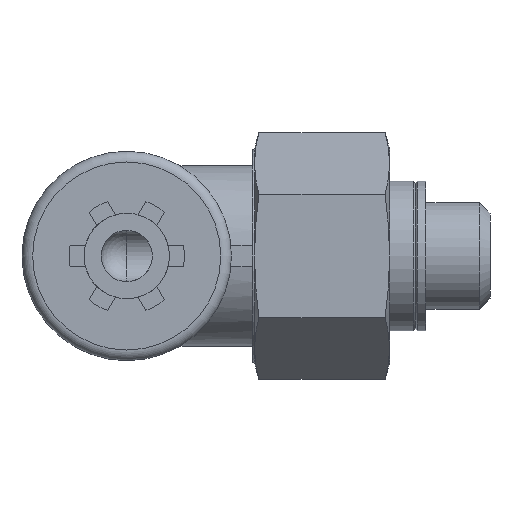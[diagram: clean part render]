
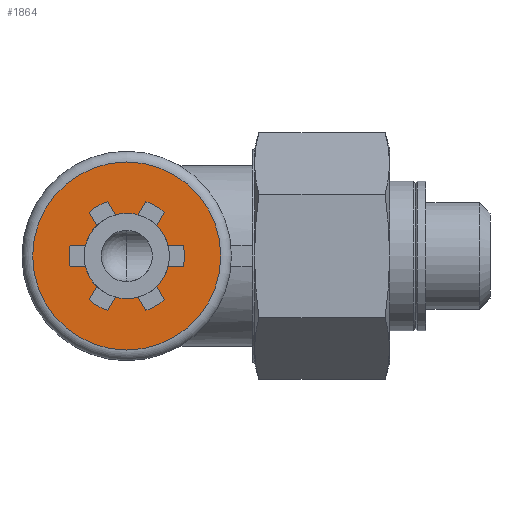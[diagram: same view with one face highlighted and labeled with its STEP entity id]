
A CAD part, left-side view. The second image highlights one B-rep face of the part: STEP entity #1864.
In plain terms, the highlighted planar face has unit normal (-1, 0, 0).
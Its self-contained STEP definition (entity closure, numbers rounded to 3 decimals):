
#67=PLANE('',#1965);
#111=LINE('',#2591,#193);
#112=LINE('',#2595,#194);
#113=LINE('',#2599,#195);
#114=LINE('',#2603,#196);
#115=LINE('',#2607,#197);
#116=LINE('',#2611,#198);
#117=LINE('',#2615,#199);
#118=LINE('',#2619,#200);
#119=LINE('',#2623,#201);
#120=LINE('',#2627,#202);
#121=LINE('',#2631,#203);
#122=LINE('',#2635,#204);
#193=VECTOR('',#2171,1000.);
#194=VECTOR('',#2174,1000.);
#195=VECTOR('',#2177,1000.);
#196=VECTOR('',#2180,1000.);
#197=VECTOR('',#2183,1000.);
#198=VECTOR('',#2186,1000.);
#199=VECTOR('',#2189,1000.);
#200=VECTOR('',#2192,1000.);
#201=VECTOR('',#2195,1000.);
#202=VECTOR('',#2198,1000.);
#203=VECTOR('',#2201,1000.);
#204=VECTOR('',#2204,1000.);
#293=ORIENTED_EDGE('',*,*,#675,.T.);
#294=ORIENTED_EDGE('',*,*,#676,.T.);
#295=ORIENTED_EDGE('',*,*,#677,.F.);
#296=ORIENTED_EDGE('',*,*,#678,.T.);
#297=ORIENTED_EDGE('',*,*,#679,.T.);
#298=ORIENTED_EDGE('',*,*,#680,.T.);
#299=ORIENTED_EDGE('',*,*,#681,.F.);
#300=ORIENTED_EDGE('',*,*,#682,.T.);
#301=ORIENTED_EDGE('',*,*,#683,.T.);
#302=ORIENTED_EDGE('',*,*,#684,.T.);
#303=ORIENTED_EDGE('',*,*,#685,.F.);
#304=ORIENTED_EDGE('',*,*,#686,.T.);
#305=ORIENTED_EDGE('',*,*,#687,.T.);
#306=ORIENTED_EDGE('',*,*,#688,.T.);
#307=ORIENTED_EDGE('',*,*,#689,.F.);
#308=ORIENTED_EDGE('',*,*,#690,.T.);
#309=ORIENTED_EDGE('',*,*,#691,.T.);
#310=ORIENTED_EDGE('',*,*,#692,.T.);
#311=ORIENTED_EDGE('',*,*,#693,.F.);
#312=ORIENTED_EDGE('',*,*,#694,.T.);
#313=ORIENTED_EDGE('',*,*,#695,.T.);
#314=ORIENTED_EDGE('',*,*,#696,.T.);
#315=ORIENTED_EDGE('',*,*,#697,.F.);
#316=ORIENTED_EDGE('',*,*,#698,.T.);
#317=ORIENTED_EDGE('',*,*,#699,.T.);
#675=EDGE_CURVE('',#866,#867,#978,.T.);
#676=EDGE_CURVE('',#867,#868,#111,.T.);
#677=EDGE_CURVE('',#869,#868,#979,.T.);
#678=EDGE_CURVE('',#869,#870,#112,.T.);
#679=EDGE_CURVE('',#870,#871,#980,.T.);
#680=EDGE_CURVE('',#871,#872,#113,.T.);
#681=EDGE_CURVE('',#873,#872,#981,.T.);
#682=EDGE_CURVE('',#873,#874,#114,.T.);
#683=EDGE_CURVE('',#874,#875,#982,.T.);
#684=EDGE_CURVE('',#875,#876,#115,.T.);
#685=EDGE_CURVE('',#877,#876,#983,.T.);
#686=EDGE_CURVE('',#877,#878,#116,.T.);
#687=EDGE_CURVE('',#878,#879,#984,.T.);
#688=EDGE_CURVE('',#879,#880,#117,.T.);
#689=EDGE_CURVE('',#881,#880,#985,.T.);
#690=EDGE_CURVE('',#881,#882,#118,.T.);
#691=EDGE_CURVE('',#882,#883,#986,.T.);
#692=EDGE_CURVE('',#883,#884,#119,.T.);
#693=EDGE_CURVE('',#885,#884,#987,.T.);
#694=EDGE_CURVE('',#885,#886,#120,.T.);
#695=EDGE_CURVE('',#886,#887,#988,.T.);
#696=EDGE_CURVE('',#887,#888,#121,.T.);
#697=EDGE_CURVE('',#889,#888,#989,.T.);
#698=EDGE_CURVE('',#889,#866,#122,.T.);
#699=EDGE_CURVE('',#890,#890,#990,.T.);
#866=VERTEX_POINT('',#2589);
#867=VERTEX_POINT('',#2590);
#868=VERTEX_POINT('',#2592);
#869=VERTEX_POINT('',#2594);
#870=VERTEX_POINT('',#2596);
#871=VERTEX_POINT('',#2598);
#872=VERTEX_POINT('',#2600);
#873=VERTEX_POINT('',#2602);
#874=VERTEX_POINT('',#2604);
#875=VERTEX_POINT('',#2606);
#876=VERTEX_POINT('',#2608);
#877=VERTEX_POINT('',#2610);
#878=VERTEX_POINT('',#2612);
#879=VERTEX_POINT('',#2614);
#880=VERTEX_POINT('',#2616);
#881=VERTEX_POINT('',#2618);
#882=VERTEX_POINT('',#2620);
#883=VERTEX_POINT('',#2622);
#884=VERTEX_POINT('',#2624);
#885=VERTEX_POINT('',#2626);
#886=VERTEX_POINT('',#2628);
#887=VERTEX_POINT('',#2630);
#888=VERTEX_POINT('',#2632);
#889=VERTEX_POINT('',#2634);
#890=VERTEX_POINT('',#2637);
#978=CIRCLE('',#1966,2.7);
#979=CIRCLE('',#1967,2.);
#980=CIRCLE('',#1968,2.7);
#981=CIRCLE('',#1969,2.);
#982=CIRCLE('',#1970,2.7);
#983=CIRCLE('',#1971,2.);
#984=CIRCLE('',#1972,2.7);
#985=CIRCLE('',#1973,2.);
#986=CIRCLE('',#1974,2.7);
#987=CIRCLE('',#1975,2.);
#988=CIRCLE('',#1976,2.7);
#989=CIRCLE('',#1977,2.);
#990=CIRCLE('',#1978,4.4);
#1054=EDGE_LOOP('',(#293,#294,#295,#296,#297,#298,#299,#300,#301,#302,#303,
#304,#305,#306,#307,#308,#309,#310,#311,#312,#313,#314,#315,#316));
#1055=EDGE_LOOP('',(#317));
#1162=FACE_BOUND('',#1054,.T.);
#1163=FACE_BOUND('',#1055,.T.);
#1864=ADVANCED_FACE('',(#1162,#1163),#67,.F.);
#1965=AXIS2_PLACEMENT_3D('',#2587,#2167,#2168);
#1966=AXIS2_PLACEMENT_3D('',#2588,#2169,#2170);
#1967=AXIS2_PLACEMENT_3D('',#2593,#2172,#2173);
#1968=AXIS2_PLACEMENT_3D('',#2597,#2175,#2176);
#1969=AXIS2_PLACEMENT_3D('',#2601,#2178,#2179);
#1970=AXIS2_PLACEMENT_3D('',#2605,#2181,#2182);
#1971=AXIS2_PLACEMENT_3D('',#2609,#2184,#2185);
#1972=AXIS2_PLACEMENT_3D('',#2613,#2187,#2188);
#1973=AXIS2_PLACEMENT_3D('',#2617,#2190,#2191);
#1974=AXIS2_PLACEMENT_3D('',#2621,#2193,#2194);
#1975=AXIS2_PLACEMENT_3D('',#2625,#2196,#2197);
#1976=AXIS2_PLACEMENT_3D('',#2629,#2199,#2200);
#1977=AXIS2_PLACEMENT_3D('',#2633,#2202,#2203);
#1978=AXIS2_PLACEMENT_3D('',#2636,#2205,#2206);
#2167=DIRECTION('',(1.,0.,0.));
#2168=DIRECTION('',(0.,0.,-1.));
#2169=DIRECTION('',(1.,0.,0.));
#2170=DIRECTION('',(0.,0.,-1.));
#2171=DIRECTION('',(0.,1.,0.));
#2172=DIRECTION('',(-1.,0.,0.));
#2173=DIRECTION('',(0.,0.,1.));
#2174=DIRECTION('',(0.,-0.5,-0.866));
#2175=DIRECTION('',(1.,0.,0.));
#2176=DIRECTION('',(0.,0.,-1.));
#2177=DIRECTION('',(0.,0.5,0.866));
#2178=DIRECTION('',(-1.,0.,0.));
#2179=DIRECTION('',(0.,0.,1.));
#2180=DIRECTION('',(0.,0.5,-0.866));
#2181=DIRECTION('',(1.,0.,0.));
#2182=DIRECTION('',(0.,0.,-1.));
#2183=DIRECTION('',(0.,-0.5,0.866));
#2184=DIRECTION('',(-1.,0.,0.));
#2185=DIRECTION('',(0.,0.,1.));
#2186=DIRECTION('',(0.,1.,0.));
#2187=DIRECTION('',(1.,0.,0.));
#2188=DIRECTION('',(0.,0.,-1.));
#2189=DIRECTION('',(0.,-1.,0.));
#2190=DIRECTION('',(-1.,0.,0.));
#2191=DIRECTION('',(0.,0.,1.));
#2192=DIRECTION('',(0.,0.5,0.866));
#2193=DIRECTION('',(1.,0.,0.));
#2194=DIRECTION('',(0.,0.,-1.));
#2195=DIRECTION('',(0.,-0.5,-0.866));
#2196=DIRECTION('',(-1.,0.,0.));
#2197=DIRECTION('',(0.,0.,1.));
#2198=DIRECTION('',(0.,-0.5,0.866));
#2199=DIRECTION('',(1.,0.,0.));
#2200=DIRECTION('',(0.,0.,-1.));
#2201=DIRECTION('',(0.,0.5,-0.866));
#2202=DIRECTION('',(-1.,0.,0.));
#2203=DIRECTION('',(0.,0.,1.));
#2204=DIRECTION('',(0.,-1.,0.));
#2205=DIRECTION('',(-1.,0.,0.));
#2206=DIRECTION('',(0.,0.,1.));
#2587=CARTESIAN_POINT('',(-22.4,-4.4,0.));
#2588=CARTESIAN_POINT('',(-22.4,0.,0.));
#2589=CARTESIAN_POINT('',(-22.4,-2.653,0.5));
#2590=CARTESIAN_POINT('',(-22.4,-2.653,-0.5));
#2591=CARTESIAN_POINT('',(-22.4,-2.653,-0.5));
#2592=CARTESIAN_POINT('',(-22.4,-1.936,-0.5));
#2593=CARTESIAN_POINT('',(-22.4,0.,0.));
#2594=CARTESIAN_POINT('',(-22.4,-1.401,-1.427));
#2595=CARTESIAN_POINT('',(-22.4,-1.401,-1.427));
#2596=CARTESIAN_POINT('',(-22.4,-1.76,-2.048));
#2597=CARTESIAN_POINT('',(-22.4,0.,0.));
#2598=CARTESIAN_POINT('',(-22.4,-0.894,-2.548));
#2599=CARTESIAN_POINT('',(-22.4,-0.894,-2.548));
#2600=CARTESIAN_POINT('',(-22.4,-0.535,-1.927));
#2601=CARTESIAN_POINT('',(-22.4,0.,0.));
#2602=CARTESIAN_POINT('',(-22.4,0.535,-1.927));
#2603=CARTESIAN_POINT('',(-22.4,0.535,-1.927));
#2604=CARTESIAN_POINT('',(-22.4,0.894,-2.548));
#2605=CARTESIAN_POINT('',(-22.4,0.,0.));
#2606=CARTESIAN_POINT('',(-22.4,1.76,-2.048));
#2607=CARTESIAN_POINT('',(-22.4,1.76,-2.048));
#2608=CARTESIAN_POINT('',(-22.4,1.401,-1.427));
#2609=CARTESIAN_POINT('',(-22.4,0.,0.));
#2610=CARTESIAN_POINT('',(-22.4,1.936,-0.5));
#2611=CARTESIAN_POINT('',(-22.4,1.936,-0.5));
#2612=CARTESIAN_POINT('',(-22.4,2.653,-0.5));
#2613=CARTESIAN_POINT('',(-22.4,0.,0.));
#2614=CARTESIAN_POINT('',(-22.4,2.653,0.5));
#2615=CARTESIAN_POINT('',(-22.4,2.653,0.5));
#2616=CARTESIAN_POINT('',(-22.4,1.936,0.5));
#2617=CARTESIAN_POINT('',(-22.4,0.,0.));
#2618=CARTESIAN_POINT('',(-22.4,1.401,1.427));
#2619=CARTESIAN_POINT('',(-22.4,1.401,1.427));
#2620=CARTESIAN_POINT('',(-22.4,1.76,2.048));
#2621=CARTESIAN_POINT('',(-22.4,0.,0.));
#2622=CARTESIAN_POINT('',(-22.4,0.894,2.548));
#2623=CARTESIAN_POINT('',(-22.4,0.894,2.548));
#2624=CARTESIAN_POINT('',(-22.4,0.535,1.927));
#2625=CARTESIAN_POINT('',(-22.4,0.,0.));
#2626=CARTESIAN_POINT('',(-22.4,-0.535,1.927));
#2627=CARTESIAN_POINT('',(-22.4,-0.535,1.927));
#2628=CARTESIAN_POINT('',(-22.4,-0.894,2.548));
#2629=CARTESIAN_POINT('',(-22.4,0.,0.));
#2630=CARTESIAN_POINT('',(-22.4,-1.76,2.048));
#2631=CARTESIAN_POINT('',(-22.4,-1.76,2.048));
#2632=CARTESIAN_POINT('',(-22.4,-1.401,1.427));
#2633=CARTESIAN_POINT('',(-22.4,0.,0.));
#2634=CARTESIAN_POINT('',(-22.4,-1.936,0.5));
#2635=CARTESIAN_POINT('',(-22.4,-1.936,0.5));
#2636=CARTESIAN_POINT('',(-22.4,0.,0.));
#2637=CARTESIAN_POINT('',(-22.4,0.,4.4));
